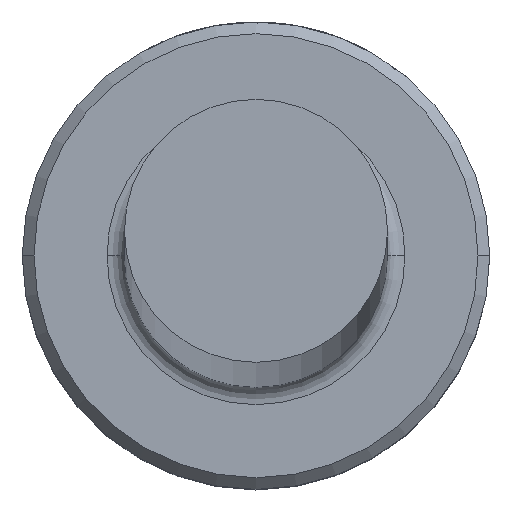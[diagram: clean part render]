
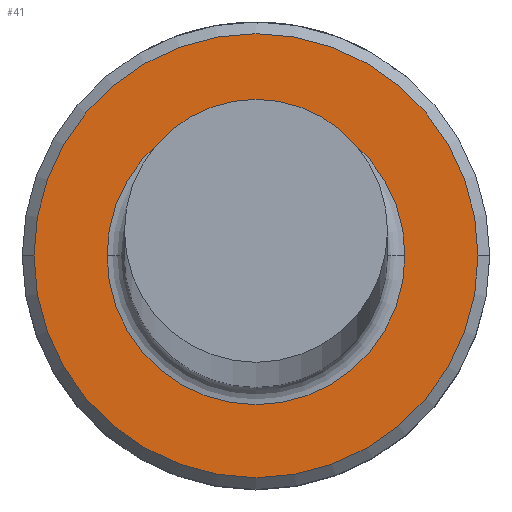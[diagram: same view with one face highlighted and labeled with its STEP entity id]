
A CAD part, top view. The second image highlights one B-rep face of the part: STEP entity #41.
In plain terms, the highlighted planar face has unit normal (0, 0, 1).
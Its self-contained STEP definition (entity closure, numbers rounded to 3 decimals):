
#39 = CARTESIAN_POINT ( 'NONE',  ( 0., 0., 6. ) ) ;
#41 = ADVANCED_FACE ( 'NONE', ( #287, #268 ), #881, .T. ) ;
#66 = CIRCLE ( 'NONE', #325, 3.8 ) ;
#137 = DIRECTION ( 'NONE',  ( 1., 0., 0. ) ) ;
#172 = CARTESIAN_POINT ( 'NONE',  ( 0., 0., 6. ) ) ;
#240 = CARTESIAN_POINT ( 'NONE',  ( 0., 0., 6. ) ) ;
#265 = DIRECTION ( 'NONE',  ( 1., 0., 0. ) ) ;
#268 = FACE_BOUND ( 'NONE', #387, .T. ) ;
#287 = FACE_OUTER_BOUND ( 'NONE', #383, .T. ) ;
#325 = AXIS2_PLACEMENT_3D ( 'NONE', #172, #794, #265 ) ;
#328 = DIRECTION ( 'NONE',  ( 0., 0., -1. ) ) ;
#333 = DIRECTION ( 'NONE',  ( 1., 0., 0. ) ) ;
#334 = DIRECTION ( 'NONE',  ( -1., 0., 0. ) ) ;
#337 = AXIS2_PLACEMENT_3D ( 'NONE', #850, #328, #944 ) ;
#383 = EDGE_LOOP ( 'NONE', ( #559, #613 ) ) ;
#387 = EDGE_LOOP ( 'NONE', ( #1112, #651 ) ) ;
#438 = DIRECTION ( 'NONE',  ( 0., 0., 1. ) ) ;
#458 = AXIS2_PLACEMENT_3D ( 'NONE', #39, #663, #137 ) ;
#460 = EDGE_CURVE ( 'NONE', #819, #904, #1066, .T. ) ;
#465 = EDGE_CURVE ( 'NONE', #1055, #1092, #1088, .T. ) ;
#513 = CIRCLE ( 'NONE', #909, 2.55 ) ;
#531 = CARTESIAN_POINT ( 'NONE',  ( 3.8, 0., 6. ) ) ;
#552 = CARTESIAN_POINT ( 'NONE',  ( -3.8, 0., 6. ) ) ;
#559 = ORIENTED_EDGE ( 'NONE', *, *, #1045, .T. ) ;
#613 = ORIENTED_EDGE ( 'NONE', *, *, #460, .T. ) ;
#651 = ORIENTED_EDGE ( 'NONE', *, *, #465, .T. ) ;
#663 = DIRECTION ( 'NONE',  ( 0., 0., 1. ) ) ;
#741 = EDGE_CURVE ( 'NONE', #1092, #1055, #513, .T. ) ;
#784 = AXIS2_PLACEMENT_3D ( 'NONE', #877, #438, #333 ) ;
#794 = DIRECTION ( 'NONE',  ( 0., 0., 1. ) ) ;
#819 = VERTEX_POINT ( 'NONE', #531 ) ;
#850 = CARTESIAN_POINT ( 'NONE',  ( 0., 0., 6. ) ) ;
#856 = DIRECTION ( 'NONE',  ( 0., 0., -1. ) ) ;
#877 = CARTESIAN_POINT ( 'NONE',  ( 0., 0., 6. ) ) ;
#881 = PLANE ( 'NONE',  #784 ) ;
#904 = VERTEX_POINT ( 'NONE', #552 ) ;
#909 = AXIS2_PLACEMENT_3D ( 'NONE', #240, #856, #334 ) ;
#944 = DIRECTION ( 'NONE',  ( -1., 0., 0. ) ) ;
#984 = CARTESIAN_POINT ( 'NONE',  ( -2.55, 0., 6. ) ) ;
#1045 = EDGE_CURVE ( 'NONE', #904, #819, #66, .T. ) ;
#1055 = VERTEX_POINT ( 'NONE', #1138 ) ;
#1066 = CIRCLE ( 'NONE', #458, 3.8 ) ;
#1088 = CIRCLE ( 'NONE', #337, 2.55 ) ;
#1092 = VERTEX_POINT ( 'NONE', #984 ) ;
#1112 = ORIENTED_EDGE ( 'NONE', *, *, #741, .T. ) ;
#1138 = CARTESIAN_POINT ( 'NONE',  ( 2.55, 0., 6. ) ) ;
